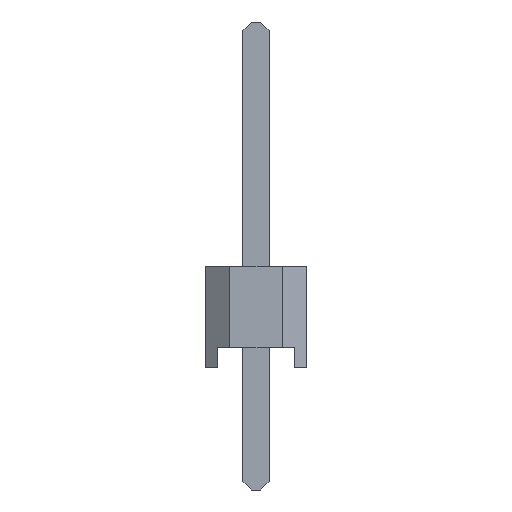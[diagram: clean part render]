
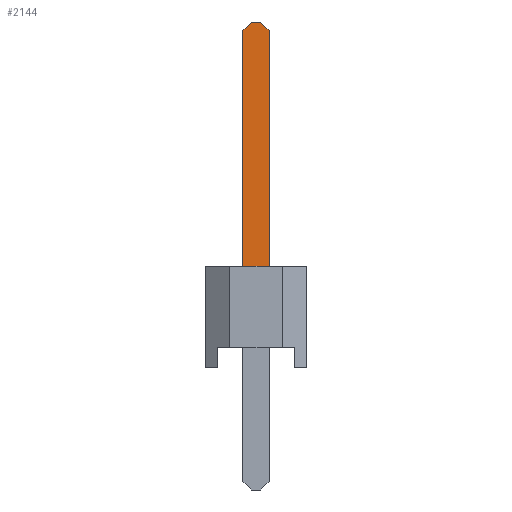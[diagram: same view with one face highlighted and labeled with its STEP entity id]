
A CAD part, left-side view. The second image highlights one B-rep face of the part: STEP entity #2144.
In plain terms, the highlighted planar face has unit normal (-1, 0, 0).
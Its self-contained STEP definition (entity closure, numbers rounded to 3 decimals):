
#999 = VERTEX_POINT ( 'NONE', #14605 ) ;
#1481 = CARTESIAN_POINT ( 'NONE',  ( -15.56, 0., 0. ) ) ;
#1600 = VECTOR ( 'NONE', #21182, 1000. ) ;
#1744 = CARTESIAN_POINT ( 'NONE',  ( -15.56, -0.32, -2.8 ) ) ;
#1948 = EDGE_CURVE ( 'NONE', #999, #22685, #23053, .T. ) ;
#2144 = ADVANCED_FACE ( 'NONE', ( #19650 ), #11234, .T. ) ;
#3359 = LINE ( 'NONE', #19890, #12278 ) ;
#3465 = DIRECTION ( 'NONE',  ( 0., 0., -1. ) ) ;
#3490 = CARTESIAN_POINT ( 'NONE',  ( -15.56, 0.32, 2.5 ) ) ;
#4092 = CARTESIAN_POINT ( 'NONE',  ( -15.56, -0.12, 8.5 ) ) ;
#4626 = EDGE_CURVE ( 'NONE', #22685, #24506, #9178, .T. ) ;
#5099 = DIRECTION ( 'NONE',  ( 0., 0.707, 0.707 ) ) ;
#6339 = LINE ( 'NONE', #12912, #1600 ) ;
#6357 = VERTEX_POINT ( 'NONE', #18757 ) ;
#6393 = ORIENTED_EDGE ( 'NONE', *, *, #1948, .T. ) ;
#7007 = CARTESIAN_POINT ( 'NONE',  ( -15.56, 0.32, -2.8 ) ) ;
#8978 = EDGE_CURVE ( 'NONE', #9825, #999, #3359, .T. ) ;
#9178 = LINE ( 'NONE', #7007, #14820 ) ;
#9623 = ORIENTED_EDGE ( 'NONE', *, *, #4626, .T. ) ;
#9741 = DIRECTION ( 'NONE',  ( 0., 1., 0. ) ) ;
#9825 = VERTEX_POINT ( 'NONE', #4092 ) ;
#10413 = EDGE_CURVE ( 'NONE', #6357, #24506, #6339, .T. ) ;
#11199 = ORIENTED_EDGE ( 'NONE', *, *, #15751, .T. ) ;
#11234 = PLANE ( 'NONE',  #25843 ) ;
#11451 = LINE ( 'NONE', #23656, #17341 ) ;
#12278 = VECTOR ( 'NONE', #9741, 1000. ) ;
#12908 = EDGE_LOOP ( 'NONE', ( #13499, #16345, #11199, #14693, #6393, #9623 ) ) ;
#12912 = CARTESIAN_POINT ( 'NONE',  ( -15.56, 0., 2.5 ) ) ;
#13499 = ORIENTED_EDGE ( 'NONE', *, *, #10413, .F. ) ;
#14067 = CARTESIAN_POINT ( 'NONE',  ( -15.56, 0.32, 8.3 ) ) ;
#14094 = LINE ( 'NONE', #1744, #24447 ) ;
#14605 = CARTESIAN_POINT ( 'NONE',  ( -15.56, 0.12, 8.5 ) ) ;
#14693 = ORIENTED_EDGE ( 'NONE', *, *, #8978, .T. ) ;
#14820 = VECTOR ( 'NONE', #3465, 1000. ) ;
#15751 = EDGE_CURVE ( 'NONE', #25061, #9825, #11451, .T. ) ;
#16345 = ORIENTED_EDGE ( 'NONE', *, *, #21343, .T. ) ;
#17341 = VECTOR ( 'NONE', #5099, 1000. ) ;
#18003 = DIRECTION ( 'NONE',  ( 0., 0., 1. ) ) ;
#18757 = CARTESIAN_POINT ( 'NONE',  ( -15.56, -0.32, 2.5 ) ) ;
#19238 = CARTESIAN_POINT ( 'NONE',  ( -15.56, -0.32, 8.3 ) ) ;
#19508 = DIRECTION ( 'NONE',  ( -1., 0., 0. ) ) ;
#19650 = FACE_OUTER_BOUND ( 'NONE', #12908, .T. ) ;
#19782 = DIRECTION ( 'NONE',  ( 0., 0., 1. ) ) ;
#19890 = CARTESIAN_POINT ( 'NONE',  ( -15.56, 0.12, 8.5 ) ) ;
#21182 = DIRECTION ( 'NONE',  ( 0., 1., 0. ) ) ;
#21343 = EDGE_CURVE ( 'NONE', #6357, #25061, #14094, .T. ) ;
#22685 = VERTEX_POINT ( 'NONE', #14067 ) ;
#22838 = VECTOR ( 'NONE', #25472, 1000. ) ;
#23053 = LINE ( 'NONE', #23180, #22838 ) ;
#23180 = CARTESIAN_POINT ( 'NONE',  ( -15.56, 0.32, 8.3 ) ) ;
#23656 = CARTESIAN_POINT ( 'NONE',  ( -15.56, -0.32, 8.3 ) ) ;
#24447 = VECTOR ( 'NONE', #18003, 1000. ) ;
#24506 = VERTEX_POINT ( 'NONE', #3490 ) ;
#25061 = VERTEX_POINT ( 'NONE', #19238 ) ;
#25472 = DIRECTION ( 'NONE',  ( 0., 0.707, -0.707 ) ) ;
#25843 = AXIS2_PLACEMENT_3D ( 'NONE', #1481, #19508, #19782 ) ;
